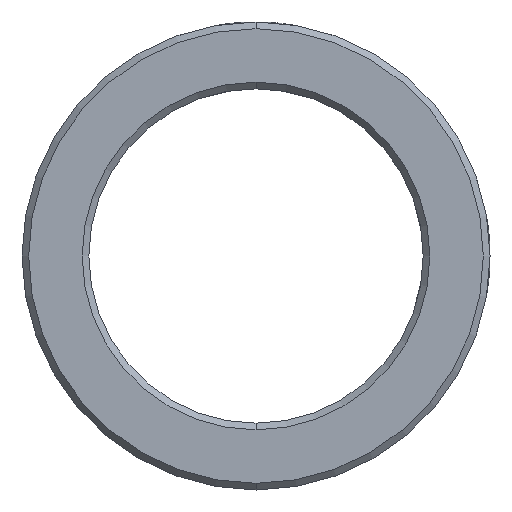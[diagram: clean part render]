
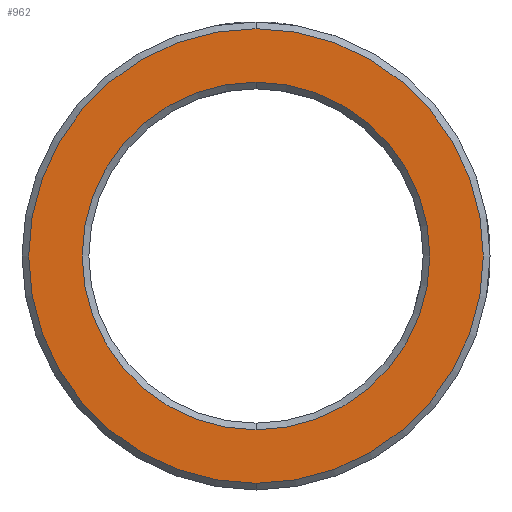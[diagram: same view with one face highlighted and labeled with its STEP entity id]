
A CAD part, front view. The second image highlights one B-rep face of the part: STEP entity #962.
In plain terms, the highlighted planar face has unit normal (0, -1, 0).
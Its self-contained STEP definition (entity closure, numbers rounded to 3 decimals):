
#66 = ORIENTED_EDGE ( 'NONE', *, *, #96, .T. ) ;
#94 = VERTEX_POINT ( 'NONE', #342 ) ;
#96 = EDGE_CURVE ( 'NONE', #94, #806, #412, .T. ) ;
#120 = CARTESIAN_POINT ( 'NONE',  ( 0., 0., 0. ) ) ;
#123 = CIRCLE ( 'NONE', #319, 17. ) ;
#132 = CARTESIAN_POINT ( 'NONE',  ( 0., 0., 0. ) ) ;
#156 = DIRECTION ( 'NONE',  ( 0., -1., 0. ) ) ;
#175 = CIRCLE ( 'NONE', #715, 13. ) ;
#250 = ORIENTED_EDGE ( 'NONE', *, *, #928, .T. ) ;
#262 = EDGE_CURVE ( 'NONE', #590, #775, #123, .T. ) ;
#265 = CARTESIAN_POINT ( 'NONE',  ( 0., 0., -17. ) ) ;
#284 = PLANE ( 'NONE',  #610 ) ;
#298 = CARTESIAN_POINT ( 'NONE',  ( 0., 0., 0. ) ) ;
#319 = AXIS2_PLACEMENT_3D ( 'NONE', #132, #156, #464 ) ;
#342 = CARTESIAN_POINT ( 'NONE',  ( 0., 0., 13. ) ) ;
#369 = EDGE_LOOP ( 'NONE', ( #250, #66 ) ) ;
#412 = CIRCLE ( 'NONE', #607, 13. ) ;
#413 = CIRCLE ( 'NONE', #843, 17. ) ;
#431 = DIRECTION ( 'NONE',  ( 0., 0., -1. ) ) ;
#445 = CARTESIAN_POINT ( 'NONE',  ( 12.5, 0., 0. ) ) ;
#464 = DIRECTION ( 'NONE',  ( 0., 0., -1. ) ) ;
#500 = DIRECTION ( 'NONE',  ( 0., -1., 0. ) ) ;
#513 = DIRECTION ( 'NONE',  ( 0., 1., 0. ) ) ;
#517 = CARTESIAN_POINT ( 'NONE',  ( 0., 0., 0. ) ) ;
#518 = CARTESIAN_POINT ( 'NONE',  ( 0., 0., -13. ) ) ;
#541 = EDGE_LOOP ( 'NONE', ( #710, #655 ) ) ;
#555 = DIRECTION ( 'NONE',  ( 0., 0., -1. ) ) ;
#590 = VERTEX_POINT ( 'NONE', #265 ) ;
#607 = AXIS2_PLACEMENT_3D ( 'NONE', #120, #861, #555 ) ;
#610 = AXIS2_PLACEMENT_3D ( 'NONE', #445, #731, #718 ) ;
#655 = ORIENTED_EDGE ( 'NONE', *, *, #262, .T. ) ;
#672 = CARTESIAN_POINT ( 'NONE',  ( 0., 0., 17. ) ) ;
#710 = ORIENTED_EDGE ( 'NONE', *, *, #949, .T. ) ;
#715 = AXIS2_PLACEMENT_3D ( 'NONE', #298, #513, #883 ) ;
#718 = DIRECTION ( 'NONE',  ( 0., 0., -1. ) ) ;
#726 = FACE_BOUND ( 'NONE', #369, .T. ) ;
#731 = DIRECTION ( 'NONE',  ( 0., -1., 0. ) ) ;
#775 = VERTEX_POINT ( 'NONE', #672 ) ;
#804 = FACE_OUTER_BOUND ( 'NONE', #541, .T. ) ;
#806 = VERTEX_POINT ( 'NONE', #518 ) ;
#843 = AXIS2_PLACEMENT_3D ( 'NONE', #517, #500, #431 ) ;
#861 = DIRECTION ( 'NONE',  ( 0., 1., 0. ) ) ;
#883 = DIRECTION ( 'NONE',  ( 0., 0., -1. ) ) ;
#928 = EDGE_CURVE ( 'NONE', #806, #94, #175, .T. ) ;
#949 = EDGE_CURVE ( 'NONE', #775, #590, #413, .T. ) ;
#962 = ADVANCED_FACE ( 'NONE', ( #726, #804 ), #284, .T. ) ;
